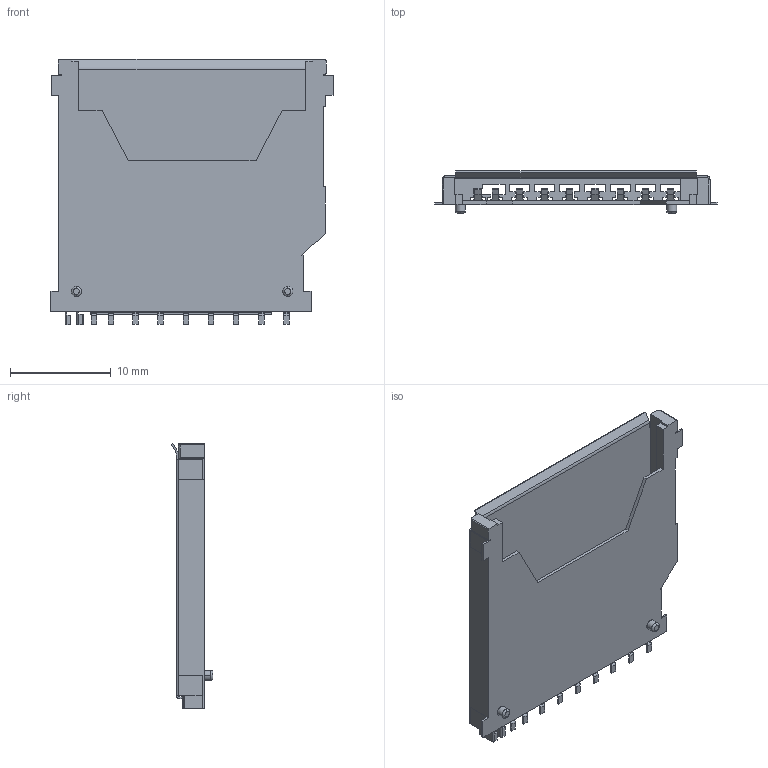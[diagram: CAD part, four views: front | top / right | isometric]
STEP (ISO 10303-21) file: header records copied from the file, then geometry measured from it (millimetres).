
FILE_DESCRIPTION(('STEP AP214'),'1');
FILE_NAME('socket_a-sd-09-c-0-7-3.stp','2017-06-11T06:36:26',('TraceParts'),('TraceParts S.A.'),'Spatial InterOp 3D',' ',' ');
FILE_SCHEMA(('automotive_design'));
Length unit declared in the file: millimetre
Products named in the file (1): socket_a-sd-09-c-0-7-3
Bounding box: 28.03 x 4.15 x 26.36 mm (x, y, z)
Volume: 441.4 mm3; surface area: 2615.6 mm2
Topology: 1 solids, 1 shells, 508 faces, 1454 edges, 961 vertices
Faces by surface type: plane 446, cylinder 58, torus 4
Entity records: 20448 total; most frequent: CARTESIAN_POINT 2923, ORIENTED_EDGE 2906, DIRECTION 2610, EDGE_CURVE 1453, LINE 1314, VECTOR 1314, VERTEX_POINT 961, AXIS2_PLACEMENT_3D 648
